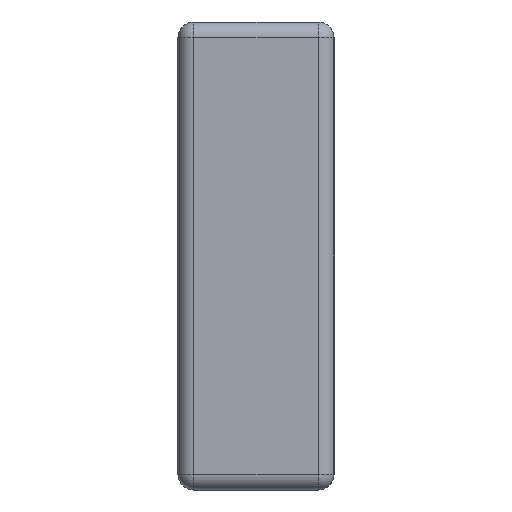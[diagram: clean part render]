
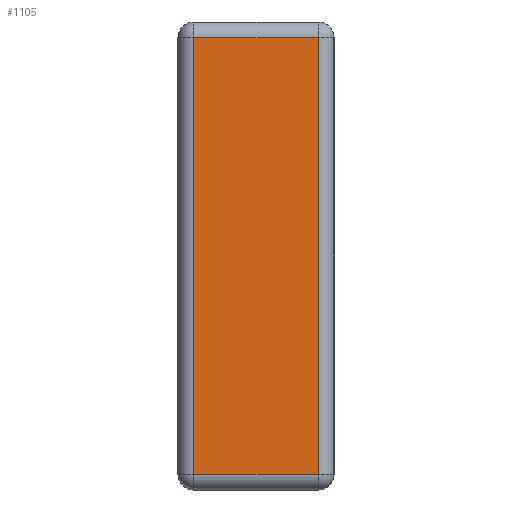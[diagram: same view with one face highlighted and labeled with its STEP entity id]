
A CAD part, left-side view. The second image highlights one B-rep face of the part: STEP entity #1105.
In plain terms, the highlighted planar face has unit normal (-1, 0, 0).
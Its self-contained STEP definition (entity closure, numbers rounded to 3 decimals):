
#58=PLANE('',#1216);
#148=FACE_OUTER_BOUND('',#218,.T.);
#218=EDGE_LOOP('',(#920,#921,#922,#923));
#352=LINE('',#2144,#442);
#355=LINE('',#2156,#445);
#356=LINE('',#2160,#446);
#357=LINE('',#2161,#447);
#442=VECTOR('',#1466,10.);
#445=VECTOR('',#1483,10.);
#446=VECTOR('',#1488,10.);
#447=VECTOR('',#1489,10.);
#539=VERTEX_POINT('',#2138);
#541=VERTEX_POINT('',#2142);
#543=VERTEX_POINT('',#2155);
#544=VERTEX_POINT('',#2159);
#679=EDGE_CURVE('',#541,#539,#352,.T.);
#685=EDGE_CURVE('',#539,#543,#355,.T.);
#687=EDGE_CURVE('',#544,#541,#356,.T.);
#688=EDGE_CURVE('',#543,#544,#357,.T.);
#920=ORIENTED_EDGE('',*,*,#679,.F.);
#921=ORIENTED_EDGE('',*,*,#687,.F.);
#922=ORIENTED_EDGE('',*,*,#688,.F.);
#923=ORIENTED_EDGE('',*,*,#685,.F.);
#1105=ADVANCED_FACE('',(#148),#58,.T.);
#1216=AXIS2_PLACEMENT_3D('',#2158,#1486,#1487);
#1466=DIRECTION('',(0.,0.,-1.));
#1483=DIRECTION('',(0.,1.,0.));
#1486=DIRECTION('center_axis',(-1.,0.,0.));
#1487=DIRECTION('ref_axis',(0.,0.,1.));
#1488=DIRECTION('',(0.,-1.,0.));
#1489=DIRECTION('',(0.,0.,1.));
#2138=CARTESIAN_POINT('',(0.,1.,-29.));
#2142=CARTESIAN_POINT('',(0.,1.,-1.));
#2144=CARTESIAN_POINT('',(0.,1.,-22.5));
#2155=CARTESIAN_POINT('',(0.,9.,-29.));
#2156=CARTESIAN_POINT('',(0.,0.,-29.));
#2158=CARTESIAN_POINT('Origin',(0.,0.,-30.));
#2159=CARTESIAN_POINT('',(0.,9.,-1.));
#2160=CARTESIAN_POINT('',(0.,0.,-1.));
#2161=CARTESIAN_POINT('',(0.,9.,-22.5));
